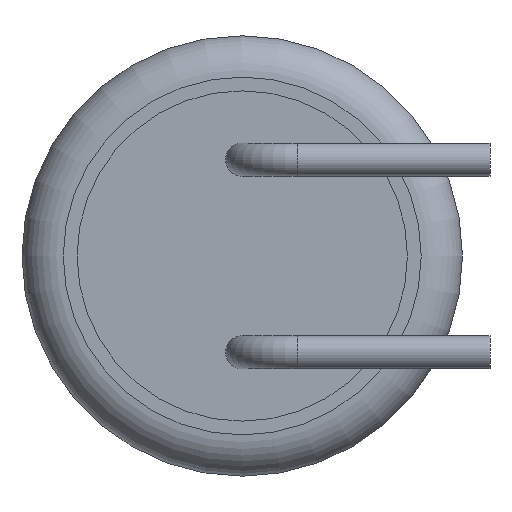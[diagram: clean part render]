
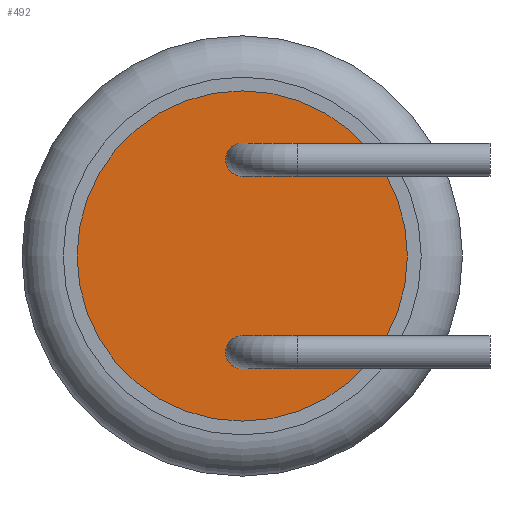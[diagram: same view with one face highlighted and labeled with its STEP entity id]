
A CAD part, left-side view. The second image highlights one B-rep face of the part: STEP entity #492.
In plain terms, the highlighted planar face has unit normal (-1, 0, 0).
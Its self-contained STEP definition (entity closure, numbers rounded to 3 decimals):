
#14=FACE_BOUND('',#76,.T.);
#15=FACE_BOUND('',#77,.T.);
#19=PLANE('',#545);
#45=FACE_OUTER_BOUND('',#75,.T.);
#75=EDGE_LOOP('',(#340));
#76=EDGE_LOOP('',(#341));
#77=EDGE_LOOP('',(#342));
#168=CIRCLE('',#541,0.3);
#170=CIRCLE('',#544,3.);
#171=CIRCLE('',#546,0.3);
#208=VERTEX_POINT('',#792);
#210=VERTEX_POINT('',#798);
#211=VERTEX_POINT('',#802);
#257=EDGE_CURVE('',#208,#208,#168,.T.);
#260=EDGE_CURVE('',#210,#210,#170,.T.);
#261=EDGE_CURVE('',#211,#211,#171,.T.);
#340=ORIENTED_EDGE('',*,*,#260,.F.);
#341=ORIENTED_EDGE('',*,*,#261,.T.);
#342=ORIENTED_EDGE('',*,*,#257,.F.);
#492=ADVANCED_FACE('',(#45,#14,#15),#19,.T.);
#541=AXIS2_PLACEMENT_3D('',#794,#626,#627);
#544=AXIS2_PLACEMENT_3D('',#800,#633,#634);
#545=AXIS2_PLACEMENT_3D('',#801,#635,#636);
#546=AXIS2_PLACEMENT_3D('',#803,#637,#638);
#626=DIRECTION('center_axis',(-1.,0.,0.));
#627=DIRECTION('ref_axis',(0.,0.,1.));
#633=DIRECTION('center_axis',(1.,0.,0.));
#634=DIRECTION('ref_axis',(0.,0.,1.));
#635=DIRECTION('center_axis',(-1.,0.,0.));
#636=DIRECTION('ref_axis',(0.,0.,1.));
#637=DIRECTION('center_axis',(1.,0.,0.));
#638=DIRECTION('ref_axis',(0.,0.,-1.));
#792=CARTESIAN_POINT('',(0.1,0.,1.45));
#794=CARTESIAN_POINT('Origin',(0.1,0.,1.75));
#798=CARTESIAN_POINT('',(0.1,0.,-3.));
#800=CARTESIAN_POINT('Origin',(0.1,0.,0.));
#801=CARTESIAN_POINT('Origin',(0.1,0.,0.));
#802=CARTESIAN_POINT('',(0.1,0.,-1.45));
#803=CARTESIAN_POINT('Origin',(0.1,0.,-1.75));
